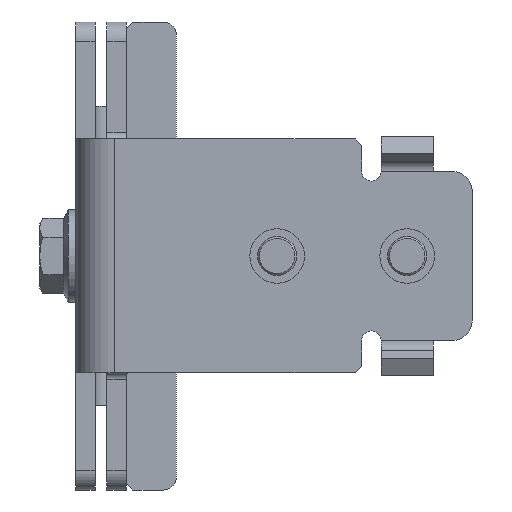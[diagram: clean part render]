
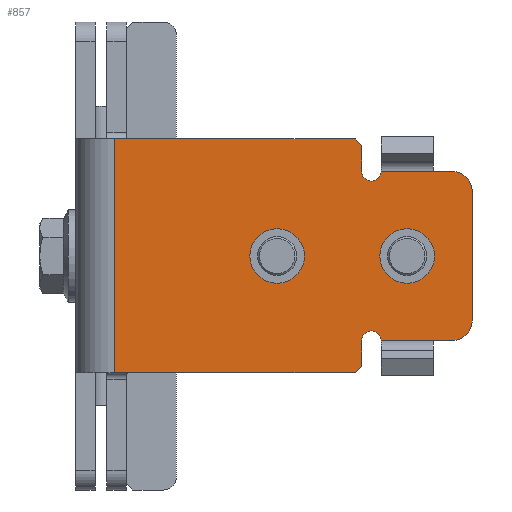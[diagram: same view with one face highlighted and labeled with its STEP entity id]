
A CAD part, left-side view. The second image highlights one B-rep face of the part: STEP entity #857.
In plain terms, the highlighted face is planar.
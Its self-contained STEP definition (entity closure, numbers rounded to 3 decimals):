
#646=FACE_BOUND('',#1480,.T.);
#647=FACE_BOUND('',#1481,.T.);
#648=FACE_BOUND('',#1482,.T.);
#737=CIRCLE('',#4864,1.5);
#738=CIRCLE('',#4865,3.);
#739=CIRCLE('',#4866,3.);
#740=CIRCLE('',#4867,1.5);
#741=CIRCLE('',#4868,4.2);
#742=CIRCLE('',#4869,4.2);
#857=ADVANCED_FACE('',(#646,#647,#648),#1095,.T.);
#1095=PLANE('',#4870);
#1480=EDGE_LOOP('',(#1829,#1830,#1831,#1832,#1833,#1834,#1835,#1836,#1837,
#1838,#1839,#1840,#1841,#1842,#1843,#1844,#1845,#1846));
#1481=EDGE_LOOP('',(#1847));
#1482=EDGE_LOOP('',(#1848));
#1829=ORIENTED_EDGE('',*,*,#3385,.T.);
#1830=ORIENTED_EDGE('',*,*,#3386,.T.);
#1831=ORIENTED_EDGE('',*,*,#3387,.T.);
#1832=ORIENTED_EDGE('',*,*,#3388,.T.);
#1833=ORIENTED_EDGE('',*,*,#3389,.T.);
#1834=ORIENTED_EDGE('',*,*,#3390,.T.);
#1835=ORIENTED_EDGE('',*,*,#3391,.F.);
#1836=ORIENTED_EDGE('',*,*,#3392,.F.);
#1837=ORIENTED_EDGE('',*,*,#3393,.F.);
#1838=ORIENTED_EDGE('',*,*,#3394,.F.);
#1839=ORIENTED_EDGE('',*,*,#3395,.F.);
#1840=ORIENTED_EDGE('',*,*,#3396,.T.);
#1841=ORIENTED_EDGE('',*,*,#3397,.T.);
#1842=ORIENTED_EDGE('',*,*,#3398,.T.);
#1843=ORIENTED_EDGE('',*,*,#3399,.F.);
#1844=ORIENTED_EDGE('',*,*,#3364,.F.);
#1845=ORIENTED_EDGE('',*,*,#3400,.F.);
#1846=ORIENTED_EDGE('',*,*,#3401,.T.);
#1847=ORIENTED_EDGE('',*,*,#3402,.F.);
#1848=ORIENTED_EDGE('',*,*,#3403,.F.);
#2981=VERTEX_POINT('',#6458);
#2982=VERTEX_POINT('',#6460);
#3001=VERTEX_POINT('',#6502);
#3002=VERTEX_POINT('',#6503);
#3003=VERTEX_POINT('',#6505);
#3004=VERTEX_POINT('',#6507);
#3005=VERTEX_POINT('',#6509);
#3006=VERTEX_POINT('',#6511);
#3007=VERTEX_POINT('',#6513);
#3008=VERTEX_POINT('',#6515);
#3009=VERTEX_POINT('',#6517);
#3010=VERTEX_POINT('',#6519);
#3011=VERTEX_POINT('',#6521);
#3012=VERTEX_POINT('',#6523);
#3013=VERTEX_POINT('',#6525);
#3014=VERTEX_POINT('',#6527);
#3015=VERTEX_POINT('',#6529);
#3016=VERTEX_POINT('',#6532);
#3017=VERTEX_POINT('',#6535);
#3018=VERTEX_POINT('',#6537);
#3364=EDGE_CURVE('',#2981,#2982,#3941,.T.);
#3385=EDGE_CURVE('',#3001,#3002,#3956,.T.);
#3386=EDGE_CURVE('',#3002,#3003,#3957,.T.);
#3387=EDGE_CURVE('',#3003,#3004,#3958,.T.);
#3388=EDGE_CURVE('',#3004,#3005,#3959,.T.);
#3389=EDGE_CURVE('',#3005,#3006,#3960,.T.);
#3390=EDGE_CURVE('',#3006,#3007,#3961,.T.);
#3391=EDGE_CURVE('',#3008,#3007,#3962,.T.);
#3392=EDGE_CURVE('',#3009,#3008,#737,.T.);
#3393=EDGE_CURVE('',#3010,#3009,#3963,.T.);
#3394=EDGE_CURVE('',#3011,#3010,#3964,.T.);
#3395=EDGE_CURVE('',#3012,#3011,#3965,.T.);
#3396=EDGE_CURVE('',#3012,#3013,#738,.T.);
#3397=EDGE_CURVE('',#3013,#3014,#3966,.T.);
#3398=EDGE_CURVE('',#3014,#3015,#739,.T.);
#3399=EDGE_CURVE('',#2982,#3015,#3967,.T.);
#3400=EDGE_CURVE('',#3016,#2981,#3968,.T.);
#3401=EDGE_CURVE('',#3016,#3001,#740,.T.);
#3402=EDGE_CURVE('',#3017,#3017,#741,.T.);
#3403=EDGE_CURVE('',#3018,#3018,#742,.T.);
#3941=LINE('',#6459,#4355);
#3956=LINE('',#6501,#4370);
#3957=LINE('',#6504,#4371);
#3958=LINE('',#6506,#4372);
#3959=LINE('',#6508,#4373);
#3960=LINE('',#6510,#4374);
#3961=LINE('',#6512,#4375);
#3962=LINE('',#6514,#4376);
#3963=LINE('',#6518,#4377);
#3964=LINE('',#6520,#4378);
#3965=LINE('',#6522,#4379);
#3966=LINE('',#6526,#4380);
#3967=LINE('',#6530,#4381);
#3968=LINE('',#6531,#4382);
#4355=VECTOR('',#5279,1.);
#4370=VECTOR('',#5310,1.);
#4371=VECTOR('',#5311,1.);
#4372=VECTOR('',#5312,1.);
#4373=VECTOR('',#5313,1.);
#4374=VECTOR('',#5314,1.);
#4375=VECTOR('',#5315,1.);
#4376=VECTOR('',#5316,1.);
#4377=VECTOR('',#5319,1.);
#4378=VECTOR('',#5320,1.);
#4379=VECTOR('',#5321,1.);
#4380=VECTOR('',#5324,1.);
#4381=VECTOR('',#5327,1.);
#4382=VECTOR('',#5328,1.);
#4864=AXIS2_PLACEMENT_3D('',#6516,#5317,#5318);
#4865=AXIS2_PLACEMENT_3D('',#6524,#5322,#5323);
#4866=AXIS2_PLACEMENT_3D('',#6528,#5325,#5326);
#4867=AXIS2_PLACEMENT_3D('',#6533,#5329,#5330);
#4868=AXIS2_PLACEMENT_3D('',#6534,#5331,#5332);
#4869=AXIS2_PLACEMENT_3D('',#6536,#5333,#5334);
#4870=AXIS2_PLACEMENT_3D('',#6538,#5335,#5336);
#5279=DIRECTION('',(0.,-1.,0.));
#5310=DIRECTION('',(0.,1.,0.));
#5311=DIRECTION('',(0.,0.707,0.707));
#5312=DIRECTION('',(0.,0.,1.));
#5313=DIRECTION('',(0.,-1.,0.));
#5314=DIRECTION('',(0.,0.,-1.));
#5315=DIRECTION('',(0.,0.707,-0.707));
#5316=DIRECTION('',(0.,-1.,0.));
#5317=DIRECTION('',(1.,0.,0.));
#5318=DIRECTION('',(0.,0.,-1.));
#5319=DIRECTION('',(0.,0.,1.));
#5320=DIRECTION('',(0.,-1.,0.));
#5321=DIRECTION('',(0.,0.,1.));
#5322=DIRECTION('',(1.,0.,0.));
#5323=DIRECTION('',(0.,0.,-1.));
#5324=DIRECTION('',(0.,1.,0.));
#5325=DIRECTION('',(1.,0.,0.));
#5326=DIRECTION('',(0.,0.,-1.));
#5327=DIRECTION('',(0.,0.,-1.));
#5328=DIRECTION('',(0.,0.,-1.));
#5329=DIRECTION('',(-1.,0.,0.));
#5330=DIRECTION('',(0.,0.,1.));
#5331=DIRECTION('',(1.,0.,0.));
#5332=DIRECTION('',(0.,1.,0.));
#5333=DIRECTION('',(1.,0.,0.));
#5334=DIRECTION('',(0.,1.,0.));
#5335=DIRECTION('',(1.,0.,0.));
#5336=DIRECTION('',(0.,0.,1.));
#6458=CARTESIAN_POINT('',(4.036,62.886,19.3));
#6459=CARTESIAN_POINT('',(4.036,67.861,19.3));
#6460=CARTESIAN_POINT('',(4.036,62.861,19.3));
#6501=CARTESIAN_POINT('',(4.036,62.886,30.3));
#6502=CARTESIAN_POINT('',(4.036,62.886,30.3));
#6503=CARTESIAN_POINT('',(4.036,66.861,30.3));
#6504=CARTESIAN_POINT('',(4.036,88.057,51.496));
#6505=CARTESIAN_POINT('',(4.036,67.861,31.3));
#6506=CARTESIAN_POINT('',(4.036,67.861,13.3));
#6507=CARTESIAN_POINT('',(4.036,67.861,68.3));
#6508=CARTESIAN_POINT('',(4.036,67.861,68.3));
#6509=CARTESIAN_POINT('',(4.036,31.861,68.3));
#6510=CARTESIAN_POINT('',(4.036,31.861,71.693));
#6511=CARTESIAN_POINT('',(4.036,31.861,31.3));
#6512=CARTESIAN_POINT('',(4.036,29.664,33.496));
#6513=CARTESIAN_POINT('',(4.036,32.861,30.3));
#6514=CARTESIAN_POINT('',(4.036,36.835,30.3));
#6515=CARTESIAN_POINT('',(4.036,36.835,30.3));
#6516=CARTESIAN_POINT('',(4.036,36.835,28.8));
#6517=CARTESIAN_POINT('',(4.036,36.835,27.3));
#6518=CARTESIAN_POINT('',(4.036,36.835,19.3));
#6519=CARTESIAN_POINT('',(4.036,36.835,19.3));
#6520=CARTESIAN_POINT('',(4.036,36.861,19.3));
#6521=CARTESIAN_POINT('',(4.036,36.861,19.3));
#6522=CARTESIAN_POINT('',(4.036,36.861,13.3));
#6523=CARTESIAN_POINT('',(4.036,36.861,16.3));
#6524=CARTESIAN_POINT('',(4.036,39.861,16.3));
#6525=CARTESIAN_POINT('',(4.036,39.861,13.3));
#6526=CARTESIAN_POINT('',(4.036,31.861,13.3));
#6527=CARTESIAN_POINT('',(4.036,59.861,13.3));
#6528=CARTESIAN_POINT('',(4.036,59.861,16.3));
#6529=CARTESIAN_POINT('',(4.036,62.861,16.3));
#6530=CARTESIAN_POINT('',(4.036,62.861,19.3));
#6531=CARTESIAN_POINT('',(4.036,62.886,27.3));
#6532=CARTESIAN_POINT('',(4.036,62.886,27.3));
#6533=CARTESIAN_POINT('',(4.036,62.886,28.8));
#6534=CARTESIAN_POINT('',(4.036,49.861,23.3));
#6535=CARTESIAN_POINT('',(4.036,54.061,23.3));
#6536=CARTESIAN_POINT('',(4.036,49.861,43.3));
#6537=CARTESIAN_POINT('',(4.036,54.061,43.3));
#6538=CARTESIAN_POINT('',(4.036,67.861,71.693));
